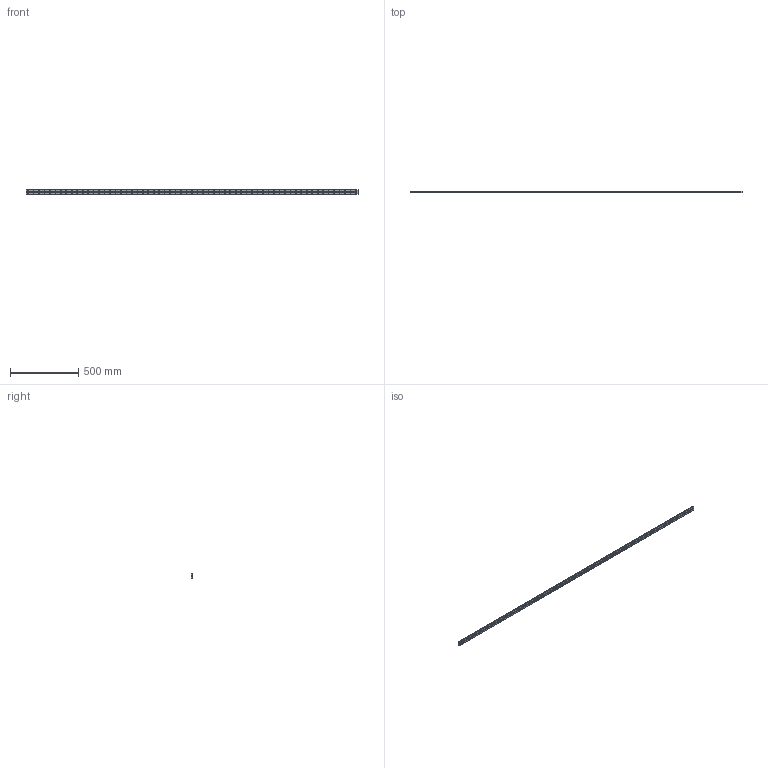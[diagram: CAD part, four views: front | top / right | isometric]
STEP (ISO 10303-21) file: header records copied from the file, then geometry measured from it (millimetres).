
FILE_DESCRIPTION (( 'STEP AP214' ), '1' );
FILE_NAME ('HRW17CA1UU-2430LT_G15_0_PB107_1189-6_0_0_0_1.STEP', '2021-07-01T12:15:02', ( '' ), ( '' ), 'SwSTEP 2.0', 'SolidWorks 2021', '' );
FILE_SCHEMA (( 'AUTOMOTIVE_DESIGN' ));
Length unit declared in the file: millimetre
Products named in the file (2): _HRW17CA243015 Track; HRW17CA1UU-2430LT_G15_0_PB107_1189-6_0_0_0_1
Assembly tree (1 placements, depth 2):
  HRW17CA1UU-2430LT_G15_0_PB107_1189-6_0_0_0_1
    _HRW17CA243015 Track
Bounding box: 2430 x 9 x 33 mm (x, y, z)
Volume: 629625.2 mm3; surface area: 229203.2 mm2
Topology: 1 solids, 1 shells, 668 faces, 1632 edges, 1088 vertices
Faces by surface type: cylinder 492, plane 176
Entity records: 20734 total; most frequent: DIRECTION 3960, CARTESIAN_POINT 3392, ORIENTED_EDGE 3264, AXIS2_PLACEMENT_3D 1656, EDGE_CURVE 1632, VERTEX_POINT 1088, EDGE_LOOP 1034, CIRCLE 984
